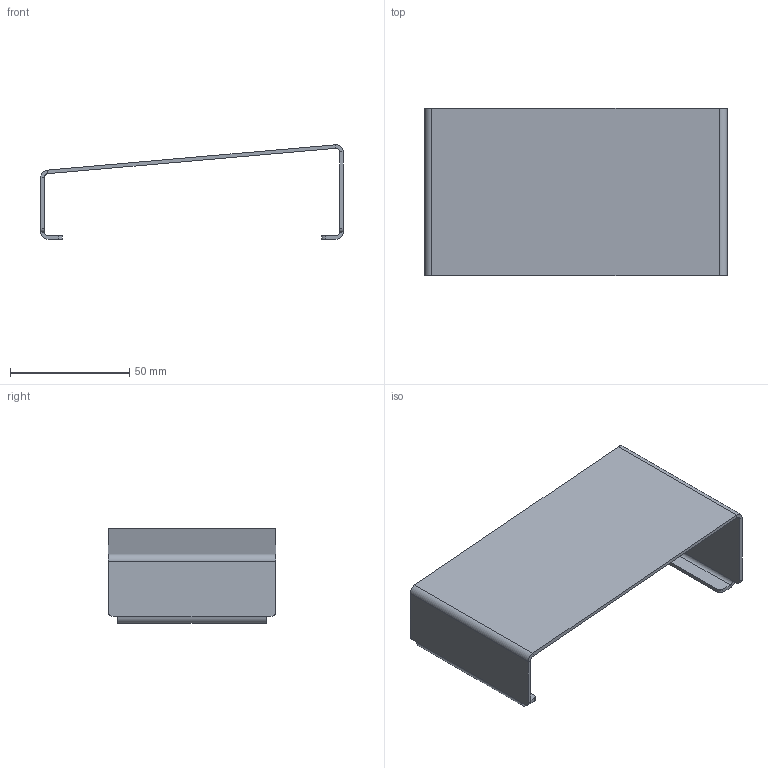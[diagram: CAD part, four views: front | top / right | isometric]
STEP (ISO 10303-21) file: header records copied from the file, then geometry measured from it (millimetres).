
FILE_DESCRIPTION(('FreeCAD Model'),'2;1');
FILE_NAME('Open CASCADE Shape Model','2023-05-19T18:38:41',(''),(''), 'Open CASCADE STEP processor 7.6','FreeCAD','Unknown');
FILE_SCHEMA(('AUTOMOTIVE_DESIGN { 1 0 10303 214 1 1 1 1 }'));
Length unit declared in the file: millimetre
Products named in the file (1): Body
Bounding box: 126.5 x 70 x 39.53 mm (x, y, z)
Volume: 21141.9 mm3; surface area: 29002.2 mm2
Topology: 1 solids, 1 shells, 46 faces, 108 edges, 64 vertices
Faces by surface type: plane 26, cylinder 14, bspline 6
Entity records: 1522 total; most frequent: CARTESIAN_POINT 483, ORIENTED_EDGE 216, DIRECTION 202, EDGE_CURVE 108, AXIS2_PLACEMENT_3D 69, VERTEX_POINT 64, LINE 64, VECTOR 64
